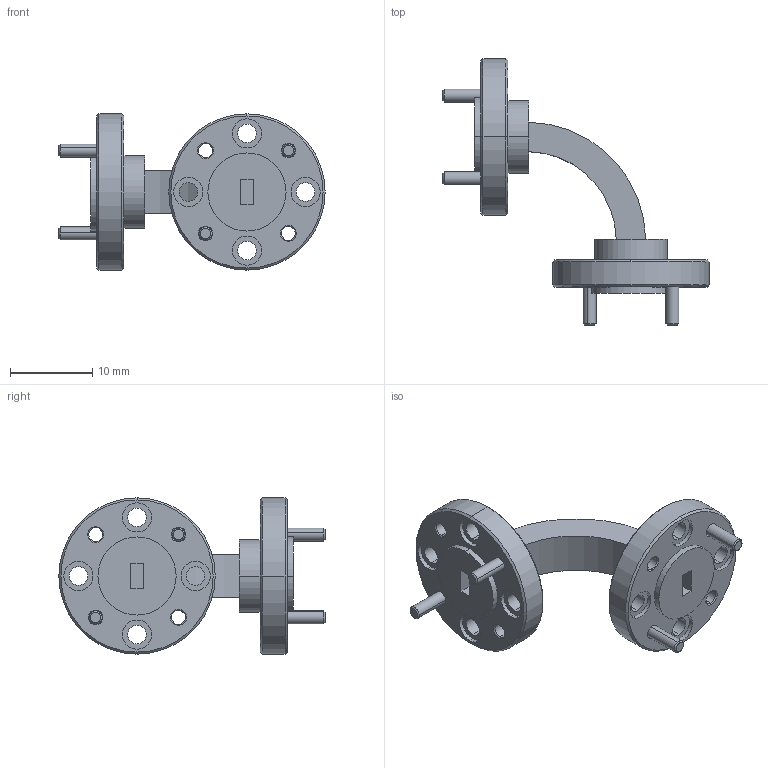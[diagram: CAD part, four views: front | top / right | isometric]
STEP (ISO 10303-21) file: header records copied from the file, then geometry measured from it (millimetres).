
FILE_DESCRIPTION (( 'STEP AP203' ), '1' );
FILE_NAME ('WB-EE.STEP', '2016-08-16T20:45:56', ( '' ), ( '' ), 'SwSTEP 2.0', 'SolidWorks 2013', '' );
FILE_SCHEMA (( 'CONFIG_CONTROL_DESIGN' ));
Length unit declared in the file: inch
Products named in the file (1): WB-EE
Bounding box: 32.45 x 32.45 x 19.05 mm (x, y, z)
Volume: 2401.6 mm3; surface area: 2662.8 mm2
Topology: 5 solids, 6 shells, 152 faces, 336 edges, 212 vertices
Faces by surface type: cylinder 72, cone 40, plane 40
Entity records: 4373 total; most frequent: DIRECTION 830, CARTESIAN_POINT 701, ORIENTED_EDGE 672, AXIS2_PLACEMENT_3D 341, EDGE_CURVE 336, VERTEX_POINT 212, EDGE_LOOP 200, CIRCLE 188
